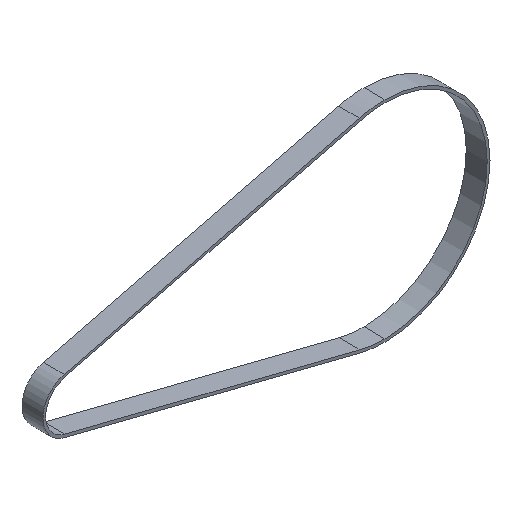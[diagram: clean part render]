
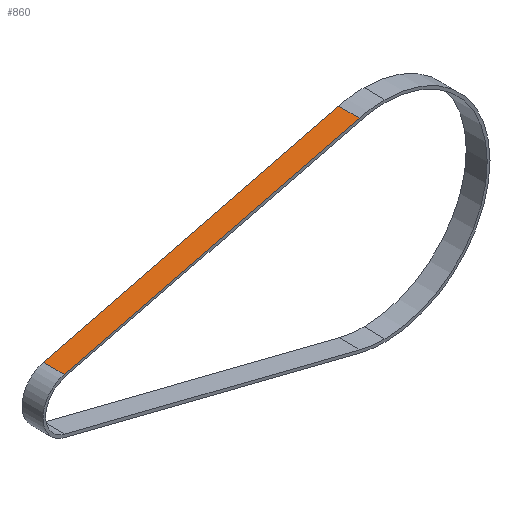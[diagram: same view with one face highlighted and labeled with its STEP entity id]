
A CAD part, isometric view. The second image highlights one B-rep face of the part: STEP entity #860.
In plain terms, the highlighted planar face has unit normal (-0.244, 0, 0.97).
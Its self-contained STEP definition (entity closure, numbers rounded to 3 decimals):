
#73 = PLANE('',#74);
#74 = AXIS2_PLACEMENT_3D('',#75,#76,#77);
#75 = CARTESIAN_POINT('',(-90.,0.,0.));
#76 = DIRECTION('',(0.,1.,0.));
#77 = DIRECTION('',(0.,-0.,1.));
#128 = PLANE('',#129);
#129 = AXIS2_PLACEMENT_3D('',#130,#131,#132);
#130 = CARTESIAN_POINT('',(-90.,6.,0.));
#131 = DIRECTION('',(0.,1.,0.));
#132 = DIRECTION('',(0.,-0.,1.));
#268 = CYLINDRICAL_SURFACE('',#269,30.1);
#269 = AXIS2_PLACEMENT_3D('',#270,#271,#272);
#270 = CARTESIAN_POINT('',(0.,6.,0.));
#271 = DIRECTION('',(-0.,-1.,-0.));
#272 = DIRECTION('',(0.,0.,-1.));
#414 = VERTEX_POINT('',#415);
#415 = CARTESIAN_POINT('',(-91.98,6.,7.854));
#430 = CYLINDRICAL_SURFACE('',#431,8.1);
#431 = AXIS2_PLACEMENT_3D('',#432,#433,#434);
#432 = CARTESIAN_POINT('',(-90.,6.,0.));
#433 = DIRECTION('',(-0.,-1.,-0.));
#434 = DIRECTION('',(0.,0.,-1.));
#442 = EDGE_CURVE('',#414,#443,#445,.T.);
#443 = VERTEX_POINT('',#444);
#444 = CARTESIAN_POINT('',(-7.358,6.,29.187));
#445 = SURFACE_CURVE('',#446,(#450,#457),.PCURVE_S1.);
#446 = LINE('',#447,#448);
#447 = CARTESIAN_POINT('',(-91.98,6.,7.854));
#448 = VECTOR('',#449,1.);
#449 = DIRECTION('',(0.97,0.,0.244));
#450 = PCURVE('',#128,#451);
#451 = DEFINITIONAL_REPRESENTATION('',(#452),#456);
#452 = LINE('',#453,#454);
#453 = CARTESIAN_POINT('',(7.854,-1.98));
#454 = VECTOR('',#455,1.);
#455 = DIRECTION('',(0.244,0.97));
#456 = ( GEOMETRIC_REPRESENTATION_CONTEXT(2) 
PARAMETRIC_REPRESENTATION_CONTEXT() REPRESENTATION_CONTEXT('2D SPACE',''
  ) );
#457 = PCURVE('',#458,#463);
#458 = PLANE('',#459);
#459 = AXIS2_PLACEMENT_3D('',#460,#461,#462);
#460 = CARTESIAN_POINT('',(-91.98,6.,7.854));
#461 = DIRECTION('',(0.244,0.,-0.97));
#462 = DIRECTION('',(-0.97,0.,-0.244));
#463 = DEFINITIONAL_REPRESENTATION('',(#464),#468);
#464 = LINE('',#465,#466);
#465 = CARTESIAN_POINT('',(0.,0.));
#466 = VECTOR('',#467,1.);
#467 = DIRECTION('',(-1.,0.));
#468 = ( GEOMETRIC_REPRESENTATION_CONTEXT(2) 
PARAMETRIC_REPRESENTATION_CONTEXT() REPRESENTATION_CONTEXT('2D SPACE',''
  ) );
#627 = VERTEX_POINT('',#628);
#628 = CARTESIAN_POINT('',(-91.98,0.,7.854));
#674 = VERTEX_POINT('',#675);
#675 = CARTESIAN_POINT('',(-7.358,0.,29.187));
#697 = EDGE_CURVE('',#627,#674,#698,.T.);
#698 = SURFACE_CURVE('',#699,(#703,#710),.PCURVE_S1.);
#699 = LINE('',#700,#701);
#700 = CARTESIAN_POINT('',(-91.98,0.,7.854));
#701 = VECTOR('',#702,1.);
#702 = DIRECTION('',(0.97,0.,0.244));
#703 = PCURVE('',#73,#704);
#704 = DEFINITIONAL_REPRESENTATION('',(#705),#709);
#705 = LINE('',#706,#707);
#706 = CARTESIAN_POINT('',(7.854,-1.98));
#707 = VECTOR('',#708,1.);
#708 = DIRECTION('',(0.244,0.97));
#709 = ( GEOMETRIC_REPRESENTATION_CONTEXT(2) 
PARAMETRIC_REPRESENTATION_CONTEXT() REPRESENTATION_CONTEXT('2D SPACE',''
  ) );
#710 = PCURVE('',#458,#711);
#711 = DEFINITIONAL_REPRESENTATION('',(#712),#716);
#712 = LINE('',#713,#714);
#713 = CARTESIAN_POINT('',(-0.,-6.));
#714 = VECTOR('',#715,1.);
#715 = DIRECTION('',(-1.,0.));
#716 = ( GEOMETRIC_REPRESENTATION_CONTEXT(2) 
PARAMETRIC_REPRESENTATION_CONTEXT() REPRESENTATION_CONTEXT('2D SPACE',''
  ) );
#818 = EDGE_CURVE('',#414,#627,#819,.T.);
#819 = SURFACE_CURVE('',#820,(#824,#831),.PCURVE_S1.);
#820 = LINE('',#821,#822);
#821 = CARTESIAN_POINT('',(-91.98,6.,7.854));
#822 = VECTOR('',#823,1.);
#823 = DIRECTION('',(-0.,-1.,-0.));
#824 = PCURVE('',#430,#825);
#825 = DEFINITIONAL_REPRESENTATION('',(#826),#830);
#826 = LINE('',#827,#828);
#827 = CARTESIAN_POINT('',(3.389,0.));
#828 = VECTOR('',#829,1.);
#829 = DIRECTION('',(0.,1.));
#830 = ( GEOMETRIC_REPRESENTATION_CONTEXT(2) 
PARAMETRIC_REPRESENTATION_CONTEXT() REPRESENTATION_CONTEXT('2D SPACE',''
  ) );
#831 = PCURVE('',#458,#832);
#832 = DEFINITIONAL_REPRESENTATION('',(#833),#837);
#833 = LINE('',#834,#835);
#834 = CARTESIAN_POINT('',(0.,0.));
#835 = VECTOR('',#836,1.);
#836 = DIRECTION('',(0.,-1.));
#837 = ( GEOMETRIC_REPRESENTATION_CONTEXT(2) 
PARAMETRIC_REPRESENTATION_CONTEXT() REPRESENTATION_CONTEXT('2D SPACE',''
  ) );
#860 = ADVANCED_FACE('',(#861),#458,.F.);
#861 = FACE_BOUND('',#862,.T.);
#862 = EDGE_LOOP('',(#863,#864,#885,#886));
#863 = ORIENTED_EDGE('',*,*,#697,.T.);
#864 = ORIENTED_EDGE('',*,*,#865,.F.);
#865 = EDGE_CURVE('',#443,#674,#866,.T.);
#866 = SURFACE_CURVE('',#867,(#871,#878),.PCURVE_S1.);
#867 = LINE('',#868,#869);
#868 = CARTESIAN_POINT('',(-7.358,6.,29.187));
#869 = VECTOR('',#870,1.);
#870 = DIRECTION('',(-0.,-1.,-0.));
#871 = PCURVE('',#458,#872);
#872 = DEFINITIONAL_REPRESENTATION('',(#873),#877);
#873 = LINE('',#874,#875);
#874 = CARTESIAN_POINT('',(-87.27,0.));
#875 = VECTOR('',#876,1.);
#876 = DIRECTION('',(0.,-1.));
#877 = ( GEOMETRIC_REPRESENTATION_CONTEXT(2) 
PARAMETRIC_REPRESENTATION_CONTEXT() REPRESENTATION_CONTEXT('2D SPACE',''
  ) );
#878 = PCURVE('',#268,#879);
#879 = DEFINITIONAL_REPRESENTATION('',(#880),#884);
#880 = LINE('',#881,#882);
#881 = CARTESIAN_POINT('',(3.389,0.));
#882 = VECTOR('',#883,1.);
#883 = DIRECTION('',(0.,1.));
#884 = ( GEOMETRIC_REPRESENTATION_CONTEXT(2) 
PARAMETRIC_REPRESENTATION_CONTEXT() REPRESENTATION_CONTEXT('2D SPACE',''
  ) );
#885 = ORIENTED_EDGE('',*,*,#442,.F.);
#886 = ORIENTED_EDGE('',*,*,#818,.T.);
